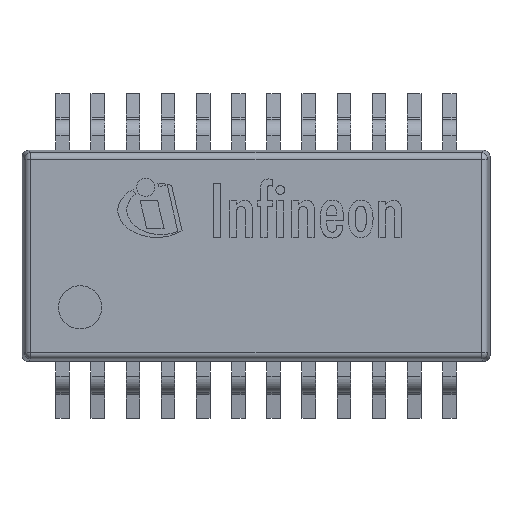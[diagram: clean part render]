
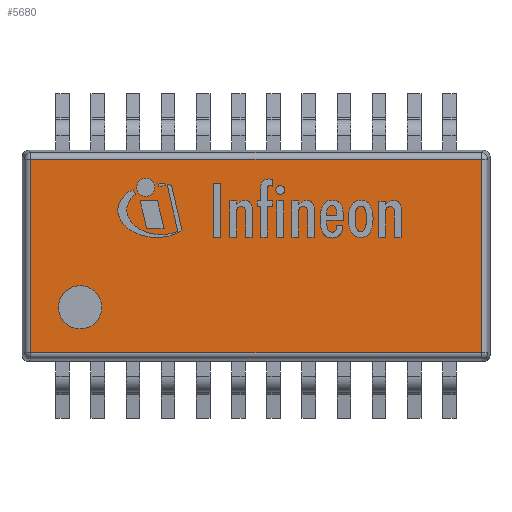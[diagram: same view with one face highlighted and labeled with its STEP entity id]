
A CAD part, top view. The second image highlights one B-rep face of the part: STEP entity #5680.
In plain terms, the highlighted planar face has unit normal (0, 0, 1).
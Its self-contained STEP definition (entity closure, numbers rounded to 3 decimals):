
#158=FACE_BOUND('',#1872,.T.);
#159=FACE_BOUND('',#1873,.T.);
#176=PLANE('',#6061);
#334=LINE('',#8686,#849);
#340=LINE('',#8708,#855);
#342=LINE('',#8711,#857);
#346=LINE('',#8720,#861);
#849=VECTOR('',#6764,3.572);
#855=VECTOR('',#6788,3.572);
#857=VECTOR('',#6792,8.322);
#861=VECTOR('',#6802,8.322);
#1872=EDGE_LOOP('',(#4007));
#1873=EDGE_LOOP('',(#4008,#4009,#4010,#4011));
#2208=CIRCLE('',#6062,0.4);
#2528=VERTEX_POINT('',#8664);
#2531=VERTEX_POINT('',#8671);
#2534=VERTEX_POINT('',#8678);
#2540=VERTEX_POINT('',#8695);
#2548=VERTEX_POINT('',#8735);
#3102=EDGE_CURVE('',#2534,#2528,#334,.T.);
#3113=EDGE_CURVE('',#2531,#2540,#340,.T.);
#3115=EDGE_CURVE('',#2540,#2534,#342,.T.);
#3120=EDGE_CURVE('',#2528,#2531,#346,.T.);
#3128=EDGE_CURVE('',#2548,#2548,#2208,.T.);
#4007=ORIENTED_EDGE('',*,*,#3128,.T.);
#4008=ORIENTED_EDGE('',*,*,#3113,.F.);
#4009=ORIENTED_EDGE('',*,*,#3120,.F.);
#4010=ORIENTED_EDGE('',*,*,#3102,.F.);
#4011=ORIENTED_EDGE('',*,*,#3115,.F.);
#5680=ADVANCED_FACE('',(#158,#159),#176,.T.);
#6061=AXIS2_PLACEMENT_3D('',#8734,#6819,#6820);
#6062=AXIS2_PLACEMENT_3D('',#8736,#6821,#6822);
#6764=DIRECTION('',(0.,1.,0.));
#6788=DIRECTION('',(0.,-1.,0.));
#6792=DIRECTION('',(-1.,0.,0.));
#6802=DIRECTION('',(1.,0.,0.));
#6819=DIRECTION('center_axis',(0.,0.,1.));
#6820=DIRECTION('ref_axis',(1.,0.,0.));
#6821=DIRECTION('center_axis',(0.,0.,-1.));
#6822=DIRECTION('ref_axis',(-1.,0.,0.));
#8664=CARTESIAN_POINT('',(-4.161,1.786,1.));
#8671=CARTESIAN_POINT('',(4.161,1.786,1.));
#8678=CARTESIAN_POINT('',(-4.161,-1.786,1.));
#8686=CARTESIAN_POINT('',(-4.161,0.488,1.));
#8695=CARTESIAN_POINT('',(4.161,-1.786,1.));
#8708=CARTESIAN_POINT('',(4.161,-0.487,1.));
#8711=CARTESIAN_POINT('',(-1.081,-1.786,1.));
#8720=CARTESIAN_POINT('',(1.081,1.786,1.));
#8734=CARTESIAN_POINT('Origin',(0.,0.,1.));
#8735=CARTESIAN_POINT('',(-2.85,-0.95,1.));
#8736=CARTESIAN_POINT('Origin',(-3.25,-0.95,1.));
